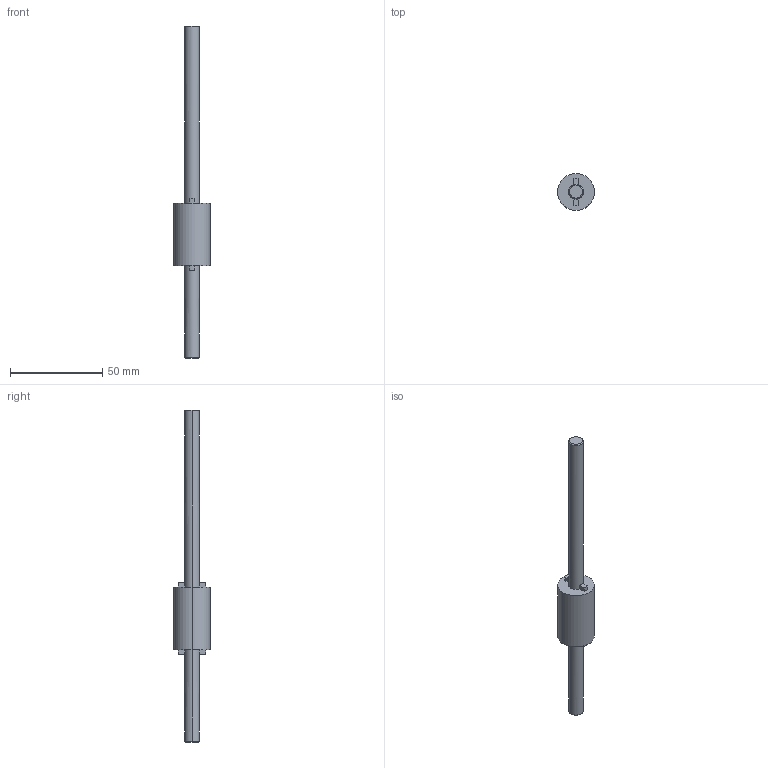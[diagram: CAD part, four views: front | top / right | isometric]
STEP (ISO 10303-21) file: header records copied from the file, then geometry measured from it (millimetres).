
FILE_DESCRIPTION (( 'STEP AP203' ), '1' );
FILE_NAME ('OPL 1.8N_25256800.STEP', '2016-03-04T00:14:33', ( ' ' ), ( '' ), 'SwSTEP 2.0', 'SolidWorks 2009', '' );
FILE_SCHEMA (( 'CONFIG_CONTROL_DESIGN' ));
Length unit declared in the file: millimetre
Products named in the file (1): OPL 1.8N_25256800
Bounding box: 20 x 20 x 180 mm (x, y, z)
Volume: 18098.8 mm3; surface area: 6490.1 mm2
Topology: 1 solids, 1 shells, 30 faces, 74 edges, 48 vertices
Faces by surface type: plane 16, cylinder 10, cone 4
Entity records: 975 total; most frequent: DIRECTION 168, CARTESIAN_POINT 153, ORIENTED_EDGE 148, EDGE_CURVE 74, AXIS2_PLACEMENT_3D 63, VERTEX_POINT 48, LINE 42, VECTOR 42
